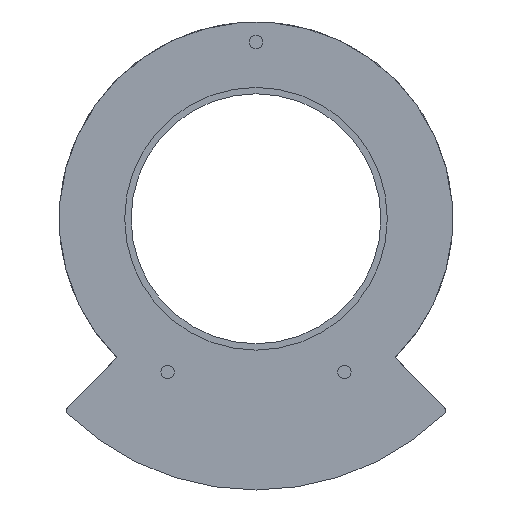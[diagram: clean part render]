
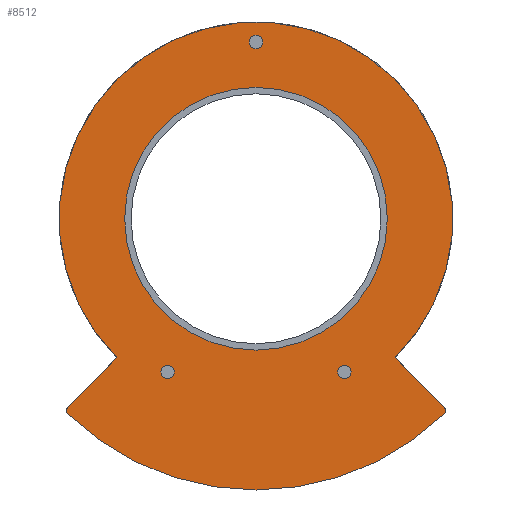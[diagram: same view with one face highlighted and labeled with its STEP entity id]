
A CAD part, front view. The second image highlights one B-rep face of the part: STEP entity #8512.
In plain terms, the highlighted planar face has unit normal (0, -1, 0).
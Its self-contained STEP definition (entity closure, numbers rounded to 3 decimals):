
#104 = VERTEX_POINT ( 'NONE', #6230 ) ;
#210 = VERTEX_POINT ( 'NONE', #3030 ) ;
#212 = DIRECTION ( 'NONE',  ( 0., 0., -1. ) ) ;
#286 = AXIS2_PLACEMENT_3D ( 'NONE', #2189, #1276, #9393 ) ;
#349 = ORIENTED_EDGE ( 'NONE', *, *, #9798, .T. ) ;
#358 = CIRCLE ( 'NONE', #1055, 1.25 ) ;
#424 = AXIS2_PLACEMENT_3D ( 'NONE', #10359, #2994, #690 ) ;
#430 = LINE ( 'NONE', #3701, #5666 ) ;
#484 = ORIENTED_EDGE ( 'NONE', *, *, #6723, .F. ) ;
#653 = EDGE_CURVE ( 'NONE', #210, #3544, #430, .T. ) ;
#690 = DIRECTION ( 'NONE',  ( 0., 0., -1. ) ) ;
#709 = VERTEX_POINT ( 'NONE', #2897 ) ;
#771 = CIRCLE ( 'NONE', #424, 1.25 ) ;
#811 = ORIENTED_EDGE ( 'NONE', *, *, #7044, .F. ) ;
#822 = CIRCLE ( 'NONE', #8199, 1.25 ) ;
#868 = ORIENTED_EDGE ( 'NONE', *, *, #8200, .T. ) ;
#969 = VERTEX_POINT ( 'NONE', #4983 ) ;
#975 = CARTESIAN_POINT ( 'NONE',  ( 26.163, 0., -26.163 ) ) ;
#999 = DIRECTION ( 'NONE',  ( 0., -1., 0. ) ) ;
#1055 = AXIS2_PLACEMENT_3D ( 'NONE', #7327, #3238, #8232 ) ;
#1206 = EDGE_CURVE ( 'NONE', #3544, #10290, #7650, .T. ) ;
#1276 = DIRECTION ( 'NONE',  ( 0., -1., 0. ) ) ;
#1385 = DIRECTION ( 'NONE',  ( 0., -1., 0. ) ) ;
#1388 = EDGE_CURVE ( 'NONE', #1759, #969, #358, .T. ) ;
#1551 = CARTESIAN_POINT ( 'NONE',  ( 16.625, 0., -27.545 ) ) ;
#1589 = EDGE_LOOP ( 'NONE', ( #6903, #6068 ) ) ;
#1661 = CARTESIAN_POINT ( 'NONE',  ( 16.625, 0., -28.795 ) ) ;
#1672 = FACE_BOUND ( 'NONE', #1589, .T. ) ;
#1735 = DIRECTION ( 'NONE',  ( 0., -1., 0. ) ) ;
#1759 = VERTEX_POINT ( 'NONE', #3866 ) ;
#1795 = AXIS2_PLACEMENT_3D ( 'NONE', #9974, #999, #5943 ) ;
#2018 = VERTEX_POINT ( 'NONE', #2725 ) ;
#2098 = ORIENTED_EDGE ( 'NONE', *, *, #1388, .F. ) ;
#2189 = CARTESIAN_POINT ( 'NONE',  ( 0., 0., 0. ) ) ;
#2222 = DIRECTION ( 'NONE',  ( 0., 1., 0. ) ) ;
#2420 = VERTEX_POINT ( 'NONE', #6315 ) ;
#2483 = AXIS2_PLACEMENT_3D ( 'NONE', #5000, #4251, #7530 ) ;
#2540 = DIRECTION ( 'NONE',  ( 0., -1., 0. ) ) ;
#2725 = CARTESIAN_POINT ( 'NONE',  ( 26.163, 0., -26.163 ) ) ;
#2893 = ORIENTED_EDGE ( 'NONE', *, *, #6697, .T. ) ;
#2897 = CARTESIAN_POINT ( 'NONE',  ( 35.348, 0., -35.348 ) ) ;
#2994 = DIRECTION ( 'NONE',  ( 0., -1., 0. ) ) ;
#3030 = CARTESIAN_POINT ( 'NONE',  ( -26.163, 0., -26.163 ) ) ;
#3032 = AXIS2_PLACEMENT_3D ( 'NONE', #5609, #8888, #8021 ) ;
#3050 = DIRECTION ( 'NONE',  ( 0., 0., 1. ) ) ;
#3075 = EDGE_CURVE ( 'NONE', #2018, #709, #8333, .T. ) ;
#3122 = EDGE_CURVE ( 'NONE', #7214, #4665, #6792, .T. ) ;
#3160 = CIRCLE ( 'NONE', #3845, 51. ) ;
#3238 = DIRECTION ( 'NONE',  ( 0., -1., 0. ) ) ;
#3274 = CARTESIAN_POINT ( 'NONE',  ( 0., 0., -51. ) ) ;
#3441 = DIRECTION ( 'NONE',  ( 0., -1., 0. ) ) ;
#3460 = EDGE_LOOP ( 'NONE', ( #6925, #811 ) ) ;
#3500 = CIRCLE ( 'NONE', #7793, 1. ) ;
#3540 = CIRCLE ( 'NONE', #286, 24.7 ) ;
#3544 = VERTEX_POINT ( 'NONE', #10506 ) ;
#3613 = CARTESIAN_POINT ( 'NONE',  ( -35.334, 0., -36.776 ) ) ;
#3660 = ORIENTED_EDGE ( 'NONE', *, *, #9015, .F. ) ;
#3701 = CARTESIAN_POINT ( 'NONE',  ( -26.163, 0., -26.163 ) ) ;
#3845 = AXIS2_PLACEMENT_3D ( 'NONE', #8097, #4865, #6539 ) ;
#3866 = CARTESIAN_POINT ( 'NONE',  ( 0., 0., 32. ) ) ;
#4062 = EDGE_CURVE ( 'NONE', #4665, #7214, #822, .T. ) ;
#4070 = VERTEX_POINT ( 'NONE', #3274 ) ;
#4077 = DIRECTION ( 'NONE',  ( 0., -1., 0. ) ) ;
#4199 = CIRCLE ( 'NONE', #1795, 1.25 ) ;
#4251 = DIRECTION ( 'NONE',  ( 0., 1., 0. ) ) ;
#4505 = DIRECTION ( 'NONE',  ( -0.707, 0., -0.707 ) ) ;
#4640 = DIRECTION ( 'NONE',  ( 0., 0., 1. ) ) ;
#4665 = VERTEX_POINT ( 'NONE', #7405 ) ;
#4865 = DIRECTION ( 'NONE',  ( 0., -1., 0. ) ) ;
#4900 = CARTESIAN_POINT ( 'NONE',  ( -16.625, 0., -28.795 ) ) ;
#4935 = DIRECTION ( 'NONE',  ( 0., 0., -1. ) ) ;
#4945 = FACE_BOUND ( 'NONE', #5458, .T. ) ;
#4983 = CARTESIAN_POINT ( 'NONE',  ( 0., 0., 34.5 ) ) ;
#5000 = CARTESIAN_POINT ( 'NONE',  ( 0., 0., 0. ) ) ;
#5399 = AXIS2_PLACEMENT_3D ( 'NONE', #6503, #2222, #4640 ) ;
#5414 = EDGE_LOOP ( 'NONE', ( #484, #8379 ) ) ;
#5458 = EDGE_LOOP ( 'NONE', ( #2098, #3660 ) ) ;
#5609 = CARTESIAN_POINT ( 'NONE',  ( -34.641, 0., -36.055 ) ) ;
#5666 = VECTOR ( 'NONE', #4505, 1000. ) ;
#5753 = CARTESIAN_POINT ( 'NONE',  ( 0., 0., 24.7 ) ) ;
#5759 = FACE_BOUND ( 'NONE', #5414, .T. ) ;
#5780 = CIRCLE ( 'NONE', #8349, 51. ) ;
#5943 = DIRECTION ( 'NONE',  ( 0., 0., -1. ) ) ;
#5991 = ORIENTED_EDGE ( 'NONE', *, *, #3075, .F. ) ;
#6068 = ORIENTED_EDGE ( 'NONE', *, *, #3122, .F. ) ;
#6230 = CARTESIAN_POINT ( 'NONE',  ( 35.334, 0., -36.776 ) ) ;
#6289 = DIRECTION ( 'NONE',  ( 0.707, 0., -0.707 ) ) ;
#6297 = CIRCLE ( 'NONE', #10064, 24.7 ) ;
#6315 = CARTESIAN_POINT ( 'NONE',  ( -16.625, 0., -30.045 ) ) ;
#6503 = CARTESIAN_POINT ( 'NONE',  ( 0., 0., 0. ) ) ;
#6539 = DIRECTION ( 'NONE',  ( 0., 0., -1. ) ) ;
#6697 = EDGE_CURVE ( 'NONE', #4070, #104, #5780, .T. ) ;
#6723 = EDGE_CURVE ( 'NONE', #2420, #6751, #6983, .T. ) ;
#6724 = FACE_OUTER_BOUND ( 'NONE', #10639, .T. ) ;
#6751 = VERTEX_POINT ( 'NONE', #9905 ) ;
#6792 = CIRCLE ( 'NONE', #8679, 1.25 ) ;
#6903 = ORIENTED_EDGE ( 'NONE', *, *, #4062, .F. ) ;
#6925 = ORIENTED_EDGE ( 'NONE', *, *, #7442, .F. ) ;
#6983 = CIRCLE ( 'NONE', #8518, 1.25 ) ;
#7044 = EDGE_CURVE ( 'NONE', #8014, #8588, #6297, .T. ) ;
#7159 = ORIENTED_EDGE ( 'NONE', *, *, #9526, .F. ) ;
#7214 = VERTEX_POINT ( 'NONE', #1551 ) ;
#7327 = CARTESIAN_POINT ( 'NONE',  ( 0., 0., 33.25 ) ) ;
#7405 = CARTESIAN_POINT ( 'NONE',  ( 16.625, 0., -30.045 ) ) ;
#7442 = EDGE_CURVE ( 'NONE', #8588, #8014, #3540, .T. ) ;
#7528 = CARTESIAN_POINT ( 'NONE',  ( 0., 0., 0. ) ) ;
#7530 = DIRECTION ( 'NONE',  ( 0., 0., 1. ) ) ;
#7570 = ORIENTED_EDGE ( 'NONE', *, *, #653, .T. ) ;
#7607 = ORIENTED_EDGE ( 'NONE', *, *, #1206, .T. ) ;
#7624 = CARTESIAN_POINT ( 'NONE',  ( 0., 0., -24.7 ) ) ;
#7650 = CIRCLE ( 'NONE', #3032, 1. ) ;
#7793 = AXIS2_PLACEMENT_3D ( 'NONE', #8907, #1385, #3050 ) ;
#7932 = CARTESIAN_POINT ( 'NONE',  ( 0., 0., 0. ) ) ;
#8014 = VERTEX_POINT ( 'NONE', #5753 ) ;
#8021 = DIRECTION ( 'NONE',  ( 0., 0., 1. ) ) ;
#8097 = CARTESIAN_POINT ( 'NONE',  ( 0., 0., 0. ) ) ;
#8184 = DIRECTION ( 'NONE',  ( 0., 0., -1. ) ) ;
#8199 = AXIS2_PLACEMENT_3D ( 'NONE', #1661, #10636, #4935 ) ;
#8200 = EDGE_CURVE ( 'NONE', #104, #709, #3500, .T. ) ;
#8229 = FACE_BOUND ( 'NONE', #3460, .T. ) ;
#8232 = DIRECTION ( 'NONE',  ( 0., 0., -1. ) ) ;
#8333 = LINE ( 'NONE', #975, #9885 ) ;
#8349 = AXIS2_PLACEMENT_3D ( 'NONE', #7932, #2540, #10608 ) ;
#8379 = ORIENTED_EDGE ( 'NONE', *, *, #8933, .F. ) ;
#8436 = PLANE ( 'NONE',  #2483 ) ;
#8512 = ADVANCED_FACE ( 'NONE', ( #5759, #1672, #4945, #8229, #6724 ), #8436, .F. ) ;
#8518 = AXIS2_PLACEMENT_3D ( 'NONE', #4900, #1735, #8184 ) ;
#8588 = VERTEX_POINT ( 'NONE', #7624 ) ;
#8679 = AXIS2_PLACEMENT_3D ( 'NONE', #10427, #4077, #8814 ) ;
#8814 = DIRECTION ( 'NONE',  ( 0., 0., -1. ) ) ;
#8888 = DIRECTION ( 'NONE',  ( 0., -1., 0. ) ) ;
#8907 = CARTESIAN_POINT ( 'NONE',  ( 34.641, 0., -36.055 ) ) ;
#8933 = EDGE_CURVE ( 'NONE', #6751, #2420, #771, .T. ) ;
#9015 = EDGE_CURVE ( 'NONE', #969, #1759, #4199, .T. ) ;
#9393 = DIRECTION ( 'NONE',  ( 0., 0., -1. ) ) ;
#9526 = EDGE_CURVE ( 'NONE', #210, #2018, #9687, .T. ) ;
#9687 = CIRCLE ( 'NONE', #5399, 37. ) ;
#9798 = EDGE_CURVE ( 'NONE', #10290, #4070, #3160, .T. ) ;
#9885 = VECTOR ( 'NONE', #6289, 1000. ) ;
#9905 = CARTESIAN_POINT ( 'NONE',  ( -16.625, 0., -27.545 ) ) ;
#9974 = CARTESIAN_POINT ( 'NONE',  ( 0., 0., 33.25 ) ) ;
#10064 = AXIS2_PLACEMENT_3D ( 'NONE', #7528, #3441, #212 ) ;
#10290 = VERTEX_POINT ( 'NONE', #3613 ) ;
#10359 = CARTESIAN_POINT ( 'NONE',  ( -16.625, 0., -28.795 ) ) ;
#10427 = CARTESIAN_POINT ( 'NONE',  ( 16.625, 0., -28.795 ) ) ;
#10506 = CARTESIAN_POINT ( 'NONE',  ( -35.348, 0., -35.348 ) ) ;
#10608 = DIRECTION ( 'NONE',  ( 0., 0., -1. ) ) ;
#10636 = DIRECTION ( 'NONE',  ( 0., -1., 0. ) ) ;
#10639 = EDGE_LOOP ( 'NONE', ( #7570, #7607, #349, #2893, #868, #5991, #7159 ) ) ;
